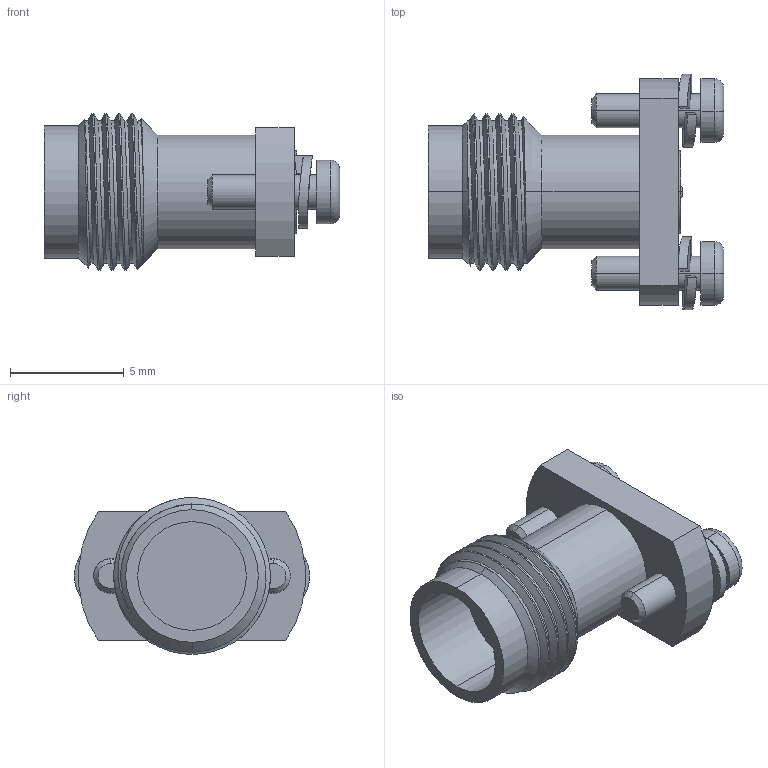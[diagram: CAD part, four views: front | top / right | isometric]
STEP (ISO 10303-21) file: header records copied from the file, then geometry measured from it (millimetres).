
FILE_DESCRIPTION (( 'STEP AP214' ), '1' );
FILE_NAME ('FMCN45944_3D.step', '2023-08-18T22:54:04', ( '' ), ( '' ), 'SwSTEP 2.0', 'SolidWorks 2022', '' );
FILE_SCHEMA (( 'AUTOMOTIVE_DESIGN' ));
Length unit declared in the file: inch
Products named in the file (5): 185-8462-NSBL_2^FMCN45944; K8462-NSBL-5_2^FMCN45944; FMCN45944_3D; 0-80UNF-2A_2^FMCN45944; 185-8462-NSBL^FMCN45944
Assembly tree (6 placements, depth 2):
  FMCN45944_3D
    185-8462-NSBL^FMCN45944
    185-8462-NSBL_2^FMCN45944
    K8462-NSBL-5_2^FMCN45944  x2
    0-80UNF-2A_2^FMCN45944  x2
Bounding box: 13 x 10.36 x 6.9 mm (x, y, z)
Volume: 299.1 mm3; surface area: 567.7 mm2
Topology: 5 solids, 7 shells, 151 faces, 381 edges, 252 vertices
Faces by surface type: cylinder 74, plane 60, cone 10, torus 4, bspline 3
Entity records: 4394 total; most frequent: CARTESIAN_POINT 1806, DIRECTION 503, ORIENTED_EDGE 496, EDGE_CURVE 252, AXIS2_PLACEMENT_3D 198, VERTEX_POINT 167, EDGE_LOOP 115, VECTOR 107
